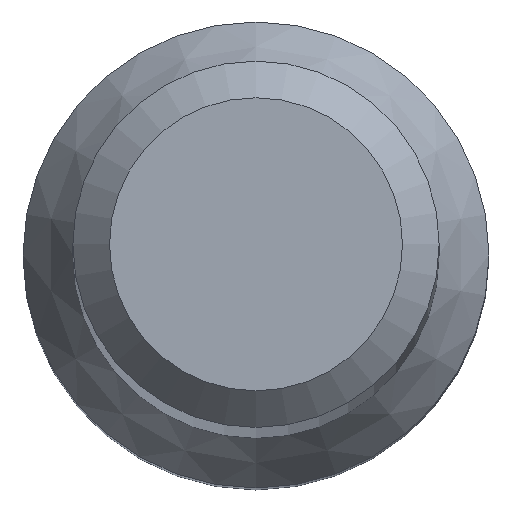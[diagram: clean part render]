
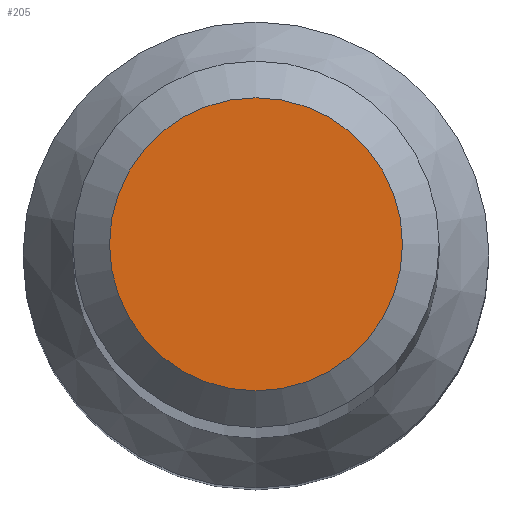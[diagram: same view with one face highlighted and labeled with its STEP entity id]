
A CAD part, top view. The second image highlights one B-rep face of the part: STEP entity #205.
In plain terms, the highlighted planar face has unit normal (0, 0, 1).
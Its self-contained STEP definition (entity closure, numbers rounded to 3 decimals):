
#4 = CIRCLE ( 'NONE', #61, 1.6 ) ;
#5 = CARTESIAN_POINT ( 'NONE',  ( 0., 0., 80. ) ) ;
#10 = CARTESIAN_POINT ( 'NONE',  ( 0., 1.6, 80. ) ) ;
#24 = DIRECTION ( 'NONE',  ( 0., -1., 0. ) ) ;
#34 = ORIENTED_EDGE ( 'NONE', *, *, #154, .F. ) ;
#43 = VERTEX_POINT ( 'NONE', #10 ) ;
#47 = CARTESIAN_POINT ( 'NONE',  ( 0., 0., 80. ) ) ;
#61 = AXIS2_PLACEMENT_3D ( 'NONE', #5, #80, #84 ) ;
#80 = DIRECTION ( 'NONE',  ( 0., 0., -1. ) ) ;
#84 = DIRECTION ( 'NONE',  ( 0., 1., 0. ) ) ;
#97 = FACE_OUTER_BOUND ( 'NONE', #241, .T. ) ;
#154 = EDGE_CURVE ( 'NONE', #43, #43, #4, .T. ) ;
#170 = AXIS2_PLACEMENT_3D ( 'NONE', #47, #173, #24 ) ;
#173 = DIRECTION ( 'NONE',  ( 0., 0., 1. ) ) ;
#194 = PLANE ( 'NONE',  #170 ) ;
#205 = ADVANCED_FACE ( 'NONE', ( #97 ), #194, .T. ) ;
#241 = EDGE_LOOP ( 'NONE', ( #34 ) ) ;
